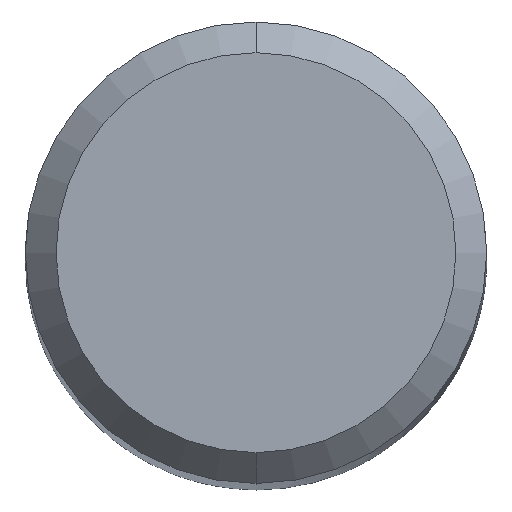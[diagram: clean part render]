
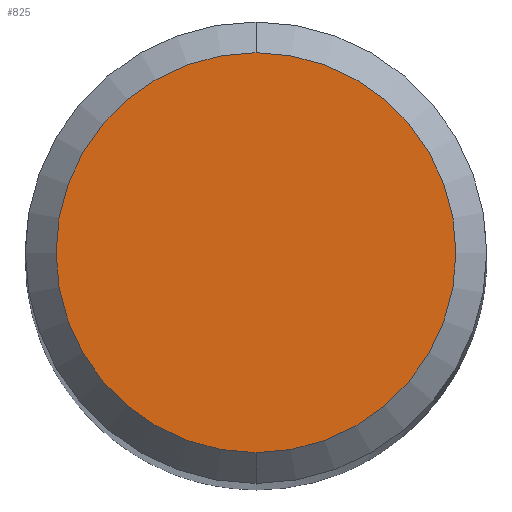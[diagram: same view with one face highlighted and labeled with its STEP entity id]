
A CAD part, top view. The second image highlights one B-rep face of the part: STEP entity #825.
In plain terms, the highlighted planar face has unit normal (0, 0, 1).
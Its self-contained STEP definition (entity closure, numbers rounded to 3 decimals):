
#347=VERTEX_POINT('',#950);
#349=EDGE_CURVE('',#681,#347,#952,.T.);
#681=VERTEX_POINT('',#1316);
#825=ADVANCED_FACE('',(#1470),#1471,.T.);
#875=EDGE_CURVE('',#347,#681,#1528,.T.);
#950=CARTESIAN_POINT('',(0.0,2.6,0.0));
#952=CIRCLE('',#1630,2.6);
#1316=CARTESIAN_POINT('',(0.,-2.6,0.0));
#1470=FACE_OUTER_BOUND('',#3042,.T.);
#1471=PLANE('',#3043);
#1528=CIRCLE('',#3253,2.6);
#1630=AXIS2_PLACEMENT_3D('',#3363,#3364,#3365);
#3042=EDGE_LOOP('',(#3820,#3821));
#3043=AXIS2_PLACEMENT_3D('',#3822,#3823,#3824);
#3253=AXIS2_PLACEMENT_3D('',#3891,#3892,#3893);
#3363=CARTESIAN_POINT('',(0.0,0.0,0.0));
#3364=DIRECTION('',(0.0,0.0,-1.0));
#3365=DIRECTION('',(0.0,1.0,0.0));
#3820=ORIENTED_EDGE('',*,*,#875,.F.);
#3821=ORIENTED_EDGE('',*,*,#349,.F.);
#3822=CARTESIAN_POINT('',(0.0,1.3,0.0));
#3823=DIRECTION('',(-0.0,0.0,1.0));
#3824=DIRECTION('',(0.0,-1.0,0.0));
#3891=CARTESIAN_POINT('',(0.0,0.0,0.0));
#3892=DIRECTION('',(0.0,0.0,-1.0));
#3893=DIRECTION('',(0.0,1.0,0.0));
